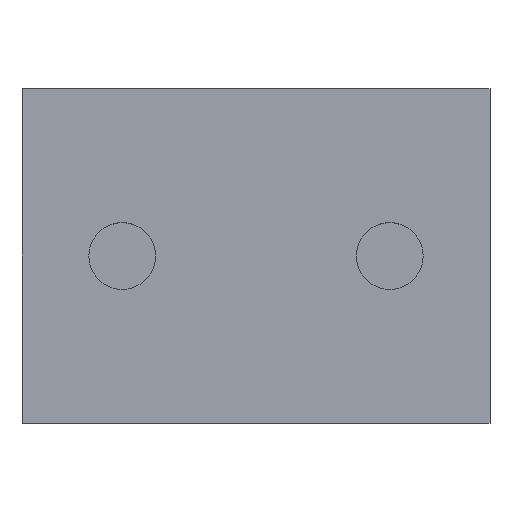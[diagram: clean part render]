
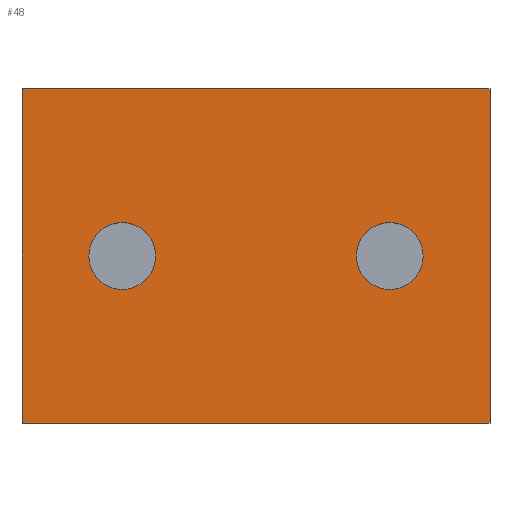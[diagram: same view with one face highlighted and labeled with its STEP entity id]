
A CAD part, top view. The second image highlights one B-rep face of the part: STEP entity #48.
In plain terms, the highlighted planar face has unit normal (0, 0, 1).
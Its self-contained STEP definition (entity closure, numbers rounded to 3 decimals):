
#48=ADVANCED_FACE('',(#147,#149,#151),#153,.T.);
#147=FACE_BOUND('',#148,.T.);
#148=EDGE_LOOP('',(#238,#239,#240,#241));
#149=FACE_BOUND('',#150,.T.);
#150=EDGE_LOOP('',(#242));
#151=FACE_BOUND('',#152,.T.);
#152=EDGE_LOOP('',(#243));
#153=PLANE('',#154);
#154=AXIS2_PLACEMENT_3D('',#155,#156,#157);
#155=CARTESIAN_POINT('',(0.,10.,8.));
#156=DIRECTION('',(0.,0.,1.));
#157=DIRECTION('',(0.,-1.,0.));
#238=ORIENTED_EDGE('',*,*,#274,.T.);
#239=ORIENTED_EDGE('',*,*,#275,.T.);
#240=ORIENTED_EDGE('',*,*,#276,.F.);
#241=ORIENTED_EDGE('',*,*,#277,.F.);
#242=ORIENTED_EDGE('',*,*,#278,.T.);
#243=ORIENTED_EDGE('',*,*,#279,.T.);
#274=EDGE_CURVE('',#292,#293,#294,.T.);
#275=EDGE_CURVE('',#293,#295,#296,.T.);
#276=EDGE_CURVE('',#297,#295,#298,.T.);
#277=EDGE_CURVE('',#292,#297,#299,.T.);
#278=EDGE_CURVE('',#300,#300,#301,.F.);
#279=EDGE_CURVE('',#302,#302,#303,.F.);
#292=VERTEX_POINT('',#324);
#293=VERTEX_POINT('',#325);
#294=LINE('',#326,#327);
#295=VERTEX_POINT('',#329);
#296=LINE('',#330,#331);
#297=VERTEX_POINT('',#333);
#298=LINE('',#334,#335);
#299=LINE('',#337,#338);
#300=VERTEX_POINT('',#340);
#301=CIRCLE('',#341,2.);
#302=VERTEX_POINT('',#345);
#303=CIRCLE('',#346,2.);
#324=CARTESIAN_POINT('',(0.,10.,8.));
#325=CARTESIAN_POINT('',(0.,-10.,8.));
#326=CARTESIAN_POINT('',(0.,10.,8.));
#327=VECTOR('',#328,1.);
#328=DIRECTION('',(0.,-1.,0.));
#329=CARTESIAN_POINT('',(28.,-10.,8.));
#330=CARTESIAN_POINT('',(0.,-10.,8.));
#331=VECTOR('',#332,1.);
#332=DIRECTION('',(1.,0.,0.));
#333=CARTESIAN_POINT('',(28.,10.,8.));
#334=CARTESIAN_POINT('',(28.,10.,8.));
#335=VECTOR('',#336,1.);
#336=DIRECTION('',(0.,-1.,0.));
#337=CARTESIAN_POINT('',(0.,10.,8.));
#338=VECTOR('',#339,1.);
#339=DIRECTION('',(1.,0.,0.));
#340=CARTESIAN_POINT('',(22.,2.,8.));
#341=AXIS2_PLACEMENT_3D('',#342,#343,#344);
#342=CARTESIAN_POINT('',(22.,0.,8.));
#343=DIRECTION('',(0.,0.,1.));
#344=DIRECTION('',(0.,1.,0.));
#345=CARTESIAN_POINT('',(6.,2.,8.));
#346=AXIS2_PLACEMENT_3D('',#347,#348,#349);
#347=CARTESIAN_POINT('',(6.,0.,8.));
#348=DIRECTION('',(0.,0.,1.));
#349=DIRECTION('',(0.,1.,0.));
